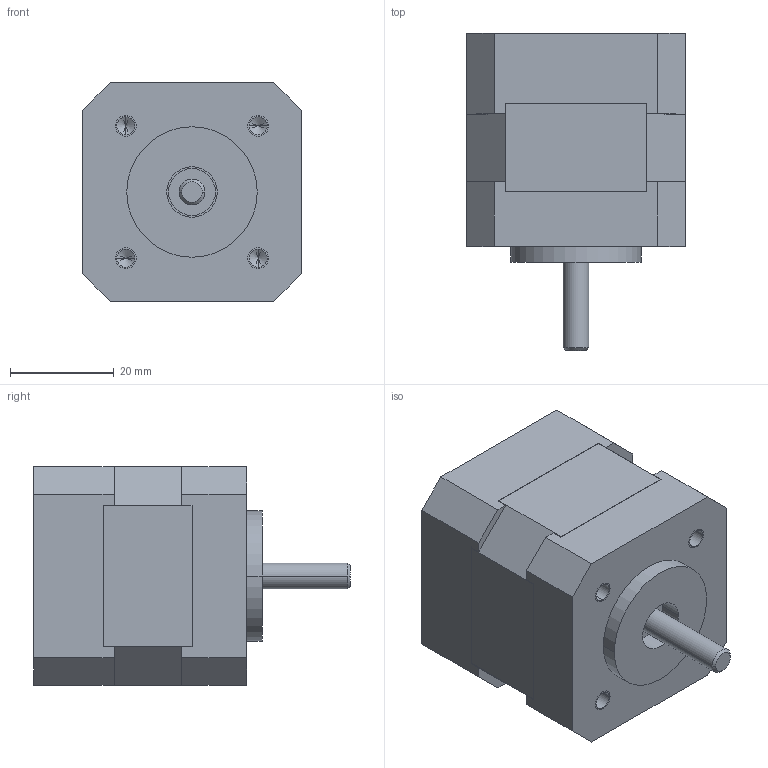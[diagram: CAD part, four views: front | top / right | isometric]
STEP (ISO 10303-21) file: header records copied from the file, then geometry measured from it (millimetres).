
FILE_DESCRIPTION((''),'2;1');
FILE_NAME('MT17FB17054M3_ASM','2011-11-24T',('Renato Bisson'),(''),'PRO/ENGINEER BY PARAMETRIC TECHNOLOGY CORPORATION, 2006320','PRO/ENGINEER BY PARAMETRIC TECHNOLOGY CORPORATION, 2006320','');
FILE_SCHEMA(('CONFIG_CONTROL_DESIGN'));
Length unit declared in the file: millimetre
Products named in the file (5): FRONT_FLANGE_MT17FB; STACK_MT17FB17054M3; REAR_FLANGE_MT17FB; FRONT_SHAFT_MT17FB; MT17FB17054M3_ASM
Assembly tree (4 placements, depth 2):
  MT17FB17054M3_ASM
    FRONT_FLANGE_MT17FB
    STACK_MT17FB17054M3
    REAR_FLANGE_MT17FB
    FRONT_SHAFT_MT17FB
Bounding box: 42 x 61 x 42 mm (x, y, z)
Volume: 70331.1 mm3; surface area: 19164.3 mm2
Topology: 4 solids, 12 shells, 111 faces, 280 edges, 182 vertices
Faces by surface type: plane 57, cylinder 44, cone 10
Entity records: 3447 total; most frequent: DIRECTION 618, CARTESIAN_POINT 578, ORIENTED_EDGE 512, EDGE_CURVE 272, AXIS2_PLACEMENT_3D 222, VERTEX_POINT 182, VECTOR 174, LINE 174
